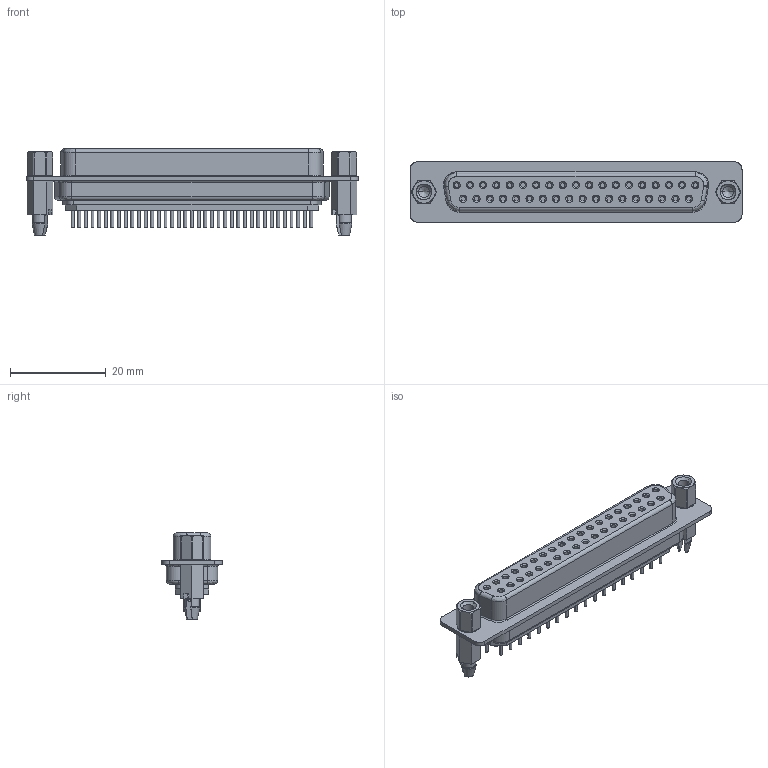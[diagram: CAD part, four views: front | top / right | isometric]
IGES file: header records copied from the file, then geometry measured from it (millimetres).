
Start section: SolidWorks IGES file using analytic representation for surfaces
Global section: file name: KF85X-CD-37S-BRJ_rA2.IGS; native system: SolidWorks 2012; preprocessor: SolidWorks 2012; author: Daniel; date: 130322.120654; units: millimetre
Bounding box: 69.32 x 12.55 x 18 mm (x, y, z)
Surface area: 4974.7 mm2 (no closed solid volume)
Topology: 0 solids, 0 shells, 645 faces, 6876 edges, 6872 vertices
Faces by surface type: revolution 421, bspline 224
